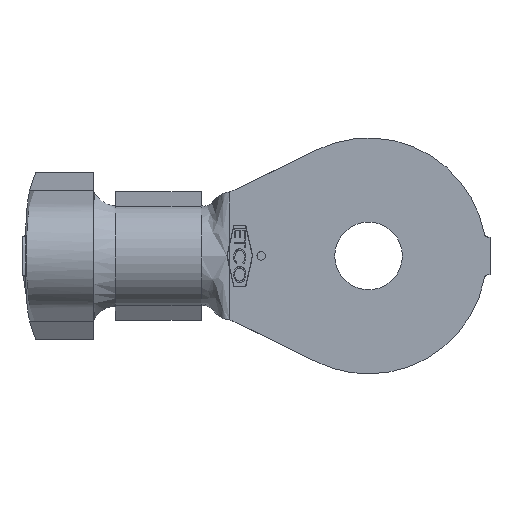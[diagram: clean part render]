
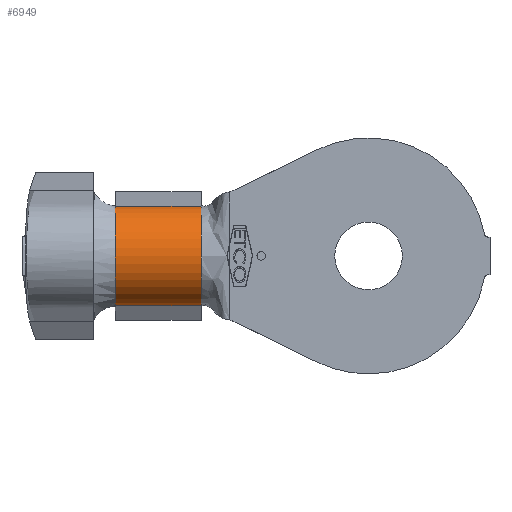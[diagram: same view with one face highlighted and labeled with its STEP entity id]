
A CAD part, front view. The second image highlights one B-rep face of the part: STEP entity #6949.
In plain terms, the highlighted cylindrical face has radius 3.785 mm (diameter 7.569 mm), a partial arc.
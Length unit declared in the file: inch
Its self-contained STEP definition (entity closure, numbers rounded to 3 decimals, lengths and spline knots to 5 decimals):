
#232 = CARTESIAN_POINT ( 'NONE',  ( -0.737, 0.149, 0. ) ) ;
#414 = DIRECTION ( 'NONE',  ( 1., 0., 0. ) ) ;
#558 = EDGE_CURVE ( 'NONE', #6610, #7395, #5768, .T. ) ;
#641 = CARTESIAN_POINT ( 'NONE',  ( -0.487, 0.11224, -0.14439 ) ) ;
#758 = AXIS2_PLACEMENT_3D ( 'NONE', #2216, #6472, #2832 ) ;
#1250 = DIRECTION ( 'NONE',  ( 1., 0., 0. ) ) ;
#1299 = AXIS2_PLACEMENT_3D ( 'NONE', #4927, #1250, #5534 ) ;
#1342 = AXIS2_PLACEMENT_3D ( 'NONE', #232, #4542, #3935 ) ;
#1587 = CARTESIAN_POINT ( 'NONE',  ( -0.737, 0.11224, -0.14439 ) ) ;
#1989 = VECTOR ( 'NONE', #414, 39.37008 ) ;
#2216 = CARTESIAN_POINT ( 'NONE',  ( -0.487, 0.149, 0. ) ) ;
#2402 = ORIENTED_EDGE ( 'NONE', *, *, #3724, .T. ) ;
#2659 = CARTESIAN_POINT ( 'NONE',  ( -0.737, 0.11224, 0.14439 ) ) ;
#2832 = DIRECTION ( 'NONE',  ( 0., 0., -1. ) ) ;
#3044 = VERTEX_POINT ( 'NONE', #641 ) ;
#3501 = CARTESIAN_POINT ( 'NONE',  ( -0.737, 0.11224, -0.14439 ) ) ;
#3715 = VECTOR ( 'NONE', #5112, 39.37008 ) ;
#3724 = EDGE_CURVE ( 'NONE', #7395, #3044, #5046, .T. ) ;
#3933 = EDGE_CURVE ( 'NONE', #6610, #5756, #6935, .T. ) ;
#3935 = DIRECTION ( 'NONE',  ( 0., 0., -1. ) ) ;
#3983 = ORIENTED_EDGE ( 'NONE', *, *, #558, .T. ) ;
#4414 = ORIENTED_EDGE ( 'NONE', *, *, #3933, .F. ) ;
#4432 = FACE_OUTER_BOUND ( 'NONE', #6282, .T. ) ;
#4542 = DIRECTION ( 'NONE',  ( 1., 0., 0. ) ) ;
#4927 = CARTESIAN_POINT ( 'NONE',  ( -0.737, 0.149, 0. ) ) ;
#5046 = LINE ( 'NONE', #3501, #1989 ) ;
#5097 = CARTESIAN_POINT ( 'NONE',  ( -0.487, 0.11224, 0.14439 ) ) ;
#5112 = DIRECTION ( 'NONE',  ( 1., 0., 0. ) ) ;
#5380 = CIRCLE ( 'NONE', #758, 0.149 ) ;
#5534 = DIRECTION ( 'NONE',  ( 0., 0., -1. ) ) ;
#5756 = VERTEX_POINT ( 'NONE', #5097 ) ;
#5768 = CIRCLE ( 'NONE', #1299, 0.149 ) ;
#6282 = EDGE_LOOP ( 'NONE', ( #6545, #4414, #3983, #2402 ) ) ;
#6472 = DIRECTION ( 'NONE',  ( 1., 0., 0. ) ) ;
#6545 = ORIENTED_EDGE ( 'NONE', *, *, #7393, .F. ) ;
#6610 = VERTEX_POINT ( 'NONE', #7183 ) ;
#6935 = LINE ( 'NONE', #2659, #3715 ) ;
#6949 = ADVANCED_FACE ( 'NONE', ( #4432 ), #7292, .T. ) ;
#7183 = CARTESIAN_POINT ( 'NONE',  ( -0.737, 0.11224, 0.14439 ) ) ;
#7292 = CYLINDRICAL_SURFACE ( 'NONE', #1342, 0.149 ) ;
#7393 = EDGE_CURVE ( 'NONE', #5756, #3044, #5380, .T. ) ;
#7395 = VERTEX_POINT ( 'NONE', #1587 ) ;
